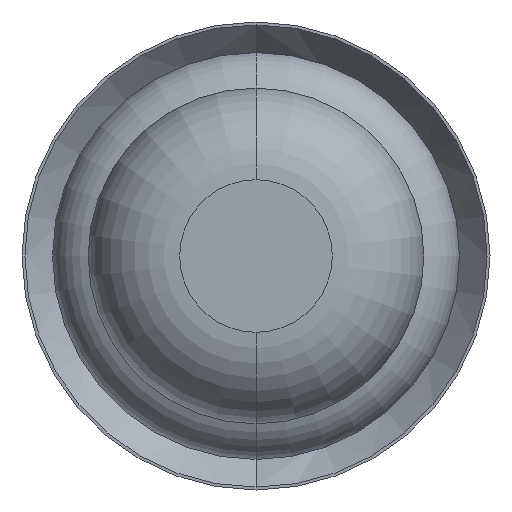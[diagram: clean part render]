
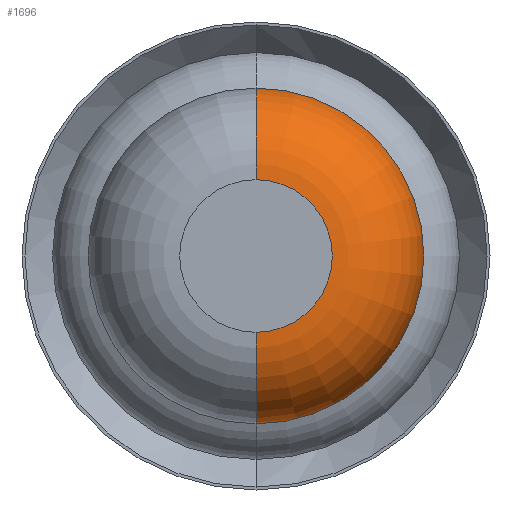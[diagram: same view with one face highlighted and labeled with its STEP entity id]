
A CAD part, front view. The second image highlights one B-rep face of the part: STEP entity #1696.
In plain terms, the highlighted toroidal (fillet/blend) face has major radius 0.375 mm and minor radius 0.45 mm.
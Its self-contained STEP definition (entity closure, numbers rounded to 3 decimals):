
#400 = CARTESIAN_POINT ( 'NONE',  ( 0., -28.55, -0.375 ) ) ;
#421 = VERTEX_POINT ( 'NONE', #2951 ) ;
#443 = DIRECTION ( 'NONE',  ( 1., 0., 0. ) ) ;
#566 = AXIS2_PLACEMENT_3D ( 'NONE', #3044, #6044, #4481 ) ;
#870 = FACE_OUTER_BOUND ( 'NONE', #6322, .T. ) ;
#1320 = ORIENTED_EDGE ( 'NONE', *, *, #4173, .T. ) ;
#1502 = EDGE_CURVE ( 'NONE', #3817, #5109, #5085, .T. ) ;
#1638 = CARTESIAN_POINT ( 'NONE',  ( 0., -28.55, 0.375 ) ) ;
#1642 = CARTESIAN_POINT ( 'NONE',  ( 0., -29., 0. ) ) ;
#1650 = DIRECTION ( 'NONE',  ( 0., 0., 1. ) ) ;
#1691 = ORIENTED_EDGE ( 'NONE', *, *, #3802, .F. ) ;
#1696 = ADVANCED_FACE ( 'Defeature ausgef�hrt2_9', ( #870 ), #2114, .T. ) ;
#2114 = TOROIDAL_SURFACE ( 'NONE', #6168, 0.375, 0.45 ) ;
#2190 = ORIENTED_EDGE ( 'NONE', *, *, #1502, .T. ) ;
#2351 = DIRECTION ( 'NONE',  ( 0., 0., -1. ) ) ;
#2610 = VERTEX_POINT ( 'NONE', #3145 ) ;
#2843 = CIRCLE ( 'NONE', #3555, 0.375 ) ;
#2951 = CARTESIAN_POINT ( 'NONE',  ( 0., -29., 0.375 ) ) ;
#3044 = CARTESIAN_POINT ( 'NONE',  ( 0., -28.55, 0. ) ) ;
#3145 = CARTESIAN_POINT ( 'NONE',  ( 0., -28.55, 0.825 ) ) ;
#3382 = AXIS2_PLACEMENT_3D ( 'NONE', #1638, #5558, #5048 ) ;
#3426 = CIRCLE ( 'NONE', #566, 0.825 ) ;
#3525 = CARTESIAN_POINT ( 'NONE',  ( 0., -28.55, 0. ) ) ;
#3549 = DIRECTION ( 'NONE',  ( 0., 1., 0. ) ) ;
#3555 = AXIS2_PLACEMENT_3D ( 'NONE', #1642, #5051, #6074 ) ;
#3802 = EDGE_CURVE ( 'NONE', #421, #2610, #5064, .T. ) ;
#3817 = VERTEX_POINT ( 'NONE', #5494 ) ;
#4072 = AXIS2_PLACEMENT_3D ( 'NONE', #400, #443, #2351 ) ;
#4173 = EDGE_CURVE ( 'Defeature ausgef�hrt2_9+Defeature ausgef�hrt2_8+Defeature ausgef�hrt2_8+Defeature ausgef�hrt2_8', #421, #3817, #2843, .T. ) ;
#4481 = DIRECTION ( 'NONE',  ( 0., 0., 1. ) ) ;
#5048 = DIRECTION ( 'NONE',  ( 0., 0., 1. ) ) ;
#5051 = DIRECTION ( 'NONE',  ( 0., 1., 0. ) ) ;
#5064 = CIRCLE ( 'NONE', #3382, 0.45 ) ;
#5085 = CIRCLE ( 'NONE', #4072, 0.45 ) ;
#5109 = VERTEX_POINT ( 'NONE', #6301 ) ;
#5494 = CARTESIAN_POINT ( 'NONE',  ( 0., -29., -0.375 ) ) ;
#5558 = DIRECTION ( 'NONE',  ( -1., 0., 0. ) ) ;
#5729 = ORIENTED_EDGE ( 'NONE', *, *, #5740, .F. ) ;
#5740 = EDGE_CURVE ( 'Defeature ausgef�hrt2_10+Defeature ausgef�hrt2_9+Defeature ausgef�hrt2_9+Defeature ausgef�hrt2_9', #2610, #5109, #3426, .T. ) ;
#6044 = DIRECTION ( 'NONE',  ( 0., 1., 0. ) ) ;
#6074 = DIRECTION ( 'NONE',  ( 0., 0., 1. ) ) ;
#6168 = AXIS2_PLACEMENT_3D ( 'NONE', #3525, #3549, #1650 ) ;
#6301 = CARTESIAN_POINT ( 'NONE',  ( 0., -28.55, -0.825 ) ) ;
#6322 = EDGE_LOOP ( 'NONE', ( #1320, #2190, #5729, #1691 ) ) ;
